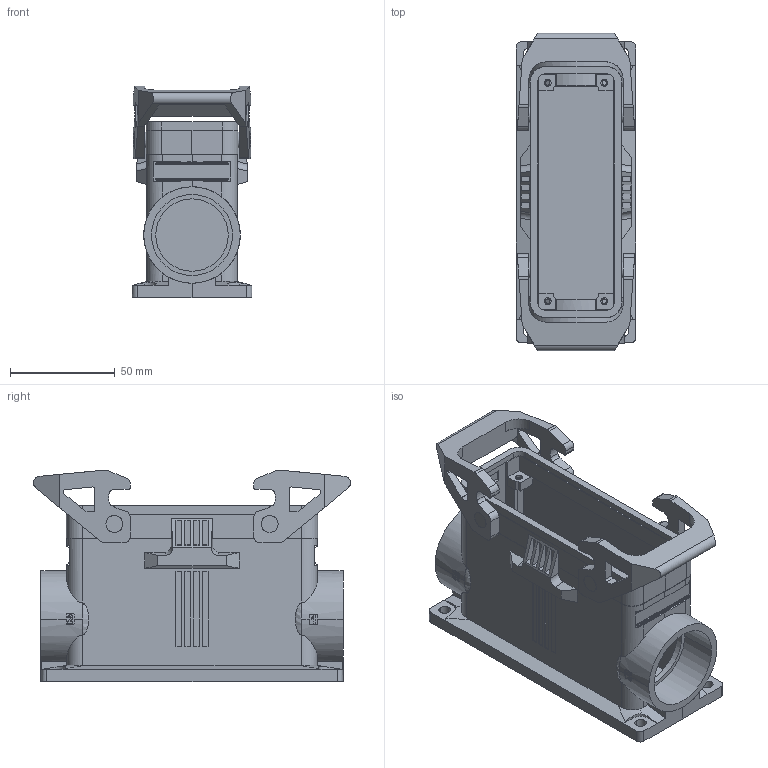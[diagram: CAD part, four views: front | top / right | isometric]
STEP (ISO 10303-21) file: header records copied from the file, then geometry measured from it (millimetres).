
FILE_DESCRIPTION(('Creo Elements/Direct Modeling STEP Export'),'2;1');
FILE_NAME('model.stp','2019-07-10T 5:15:47',(''),(''),'Creo Elements/Direct Modeling STEP processor for AP214 (Solid Model)','Creo Elements/Direct Modeling 20.1A 29-Sep-2018 (C) Parametric Technology GmbH','');
FILE_SCHEMA(('AUTOMOTIVE_DESIGN { 1 0 10303 214 1 1 1 1 }'));
Length unit declared in the file: millimetre
Products named in the file (2): HC_EVO_B24_SHWD_2SSM40_PLRBK-select
Assembly tree (1 placements, depth 2):
  HC_EVO_B24_SHWD_2SSM40_PLRBK-select
    HC_EVO_B24_SHWD_2SSM40_PLRBK-select
Bounding box: 57 x 151.2 x 101 mm (x, y, z)
Volume: 163251.3 mm3; surface area: 88379 mm2
Topology: 1 solids, 1 shells, 554 faces, 1501 edges, 984 vertices
Faces by surface type: plane 361, cylinder 173, bspline 8, cone 4, torus 4, extrusion 4
Entity records: 25319 total; most frequent: CARTESIAN_POINT 7048, ORIENTED_EDGE 2992, DIRECTION 2678, EDGE_CURVE 1496, VECTOR 1050, LINE 1046, VERTEX_POINT 984, AXIS2_PLACEMENT_3D 814
